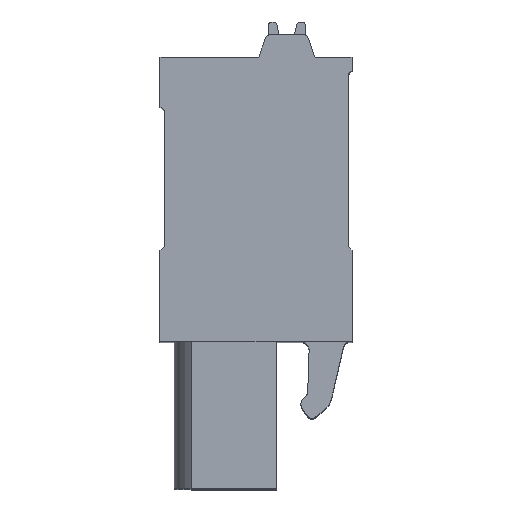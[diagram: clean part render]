
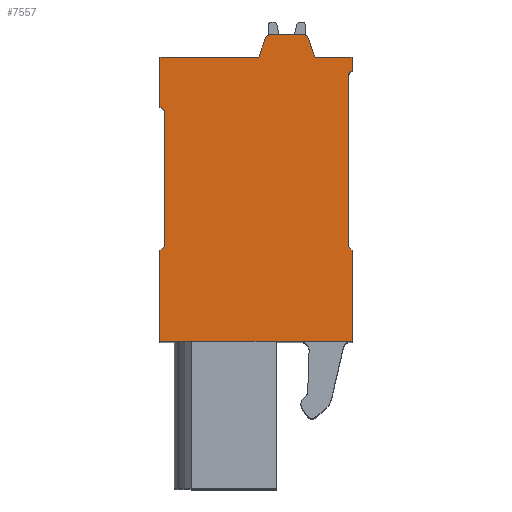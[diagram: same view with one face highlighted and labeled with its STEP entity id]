
A CAD part, top view. The second image highlights one B-rep face of the part: STEP entity #7557.
In plain terms, the highlighted planar face has unit normal (0, 0, 1).
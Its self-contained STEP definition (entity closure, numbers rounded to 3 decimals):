
#79=DIRECTION('',(1.,0.,0.));
#80=VECTOR('',#79,10.9);
#81=CARTESIAN_POINT('',(2.897,12.335,2.5));
#82=LINE('',#81,#80);
#1003=DIRECTION('',(0.,-1.,0.));
#1004=VECTOR('',#1003,5.2);
#1005=CARTESIAN_POINT('',(2.897,17.535,2.5));
#1006=LINE('',#1005,#1004);
#1007=DIRECTION('',(-0.781,-0.625,0.));
#1008=VECTOR('',#1007,0.32);
#1009=CARTESIAN_POINT('',(3.147,17.735,2.5));
#1010=LINE('',#1009,#1008);
#1011=DIRECTION('',(0.,-1.,0.));
#1012=VECTOR('',#1011,7.75);
#1013=CARTESIAN_POINT('',(3.147,25.485,2.5));
#1014=LINE('',#1013,#1012);
#1015=DIRECTION('',(0.781,-0.625,0.));
#1016=VECTOR('',#1015,0.32);
#1017=CARTESIAN_POINT('',(2.897,25.685,2.5));
#1018=LINE('',#1017,#1016);
#1019=DIRECTION('',(0.,-1.,0.));
#1020=VECTOR('',#1019,2.8);
#1021=CARTESIAN_POINT('',(2.897,28.485,2.5));
#1022=LINE('',#1021,#1020);
#1023=DIRECTION('',(-1.,0.,0.));
#1024=VECTOR('',#1023,5.6);
#1025=CARTESIAN_POINT('',(8.497,28.485,2.5));
#1026=LINE('',#1025,#1024);
#1027=DIRECTION('',(-0.342,-0.94,0.));
#1028=VECTOR('',#1027,1.173);
#1029=CARTESIAN_POINT('',(8.899,29.588,2.5));
#1030=LINE('',#1029,#1028);
#1031=CARTESIAN_POINT('',(9.181,29.485,2.5));
#1032=DIRECTION('',(0.,0.,1.));
#1033=DIRECTION('',(0.,1.,0.));
#1034=AXIS2_PLACEMENT_3D('',#1031,#1032,#1033);
#1036=DIRECTION('',(-1.,0.,0.));
#1037=VECTOR('',#1036,1.834);
#1038=CARTESIAN_POINT('',(11.014,29.785,2.5));
#1039=LINE('',#1038,#1037);
#1040=CARTESIAN_POINT('',(11.014,29.485,2.5));
#1041=DIRECTION('',(0.,0.,1.));
#1042=DIRECTION('',(0.94,0.342,0.));
#1043=AXIS2_PLACEMENT_3D('',#1040,#1041,#1042);
#1045=DIRECTION('',(-0.342,0.94,0.));
#1046=VECTOR('',#1045,1.173);
#1047=CARTESIAN_POINT('',(11.697,28.485,2.5));
#1048=LINE('',#1047,#1046);
#1049=DIRECTION('',(-1.,0.,0.));
#1050=VECTOR('',#1049,2.1);
#1051=CARTESIAN_POINT('',(13.797,28.485,2.5));
#1052=LINE('',#1051,#1050);
#1053=DIRECTION('',(0.,1.,0.));
#1054=VECTOR('',#1053,0.75);
#1055=CARTESIAN_POINT('',(13.797,27.735,2.5));
#1056=LINE('',#1055,#1054);
#1057=DIRECTION('',(0.707,0.707,0.));
#1058=VECTOR('',#1057,0.283);
#1059=CARTESIAN_POINT('',(13.597,27.535,2.5));
#1060=LINE('',#1059,#1058);
#1061=DIRECTION('',(0.,1.,0.));
#1062=VECTOR('',#1061,9.8);
#1063=CARTESIAN_POINT('',(13.597,17.735,2.5));
#1064=LINE('',#1063,#1062);
#1065=DIRECTION('',(-0.707,0.707,0.));
#1066=VECTOR('',#1065,0.283);
#1067=CARTESIAN_POINT('',(13.797,17.535,2.5));
#1068=LINE('',#1067,#1066);
#1069=DIRECTION('',(0.,1.,0.));
#1070=VECTOR('',#1069,5.2);
#1071=CARTESIAN_POINT('',(13.797,12.335,2.5));
#1072=LINE('',#1071,#1070);
#5185=CARTESIAN_POINT('',(2.897,28.485,2.5));
#5186=CARTESIAN_POINT('',(2.897,25.685,2.5));
#5187=VERTEX_POINT('',#5185);
#5188=VERTEX_POINT('',#5186);
#5189=CARTESIAN_POINT('',(3.147,25.485,2.5));
#5190=VERTEX_POINT('',#5189);
#5191=CARTESIAN_POINT('',(3.147,17.735,2.5));
#5192=VERTEX_POINT('',#5191);
#5193=CARTESIAN_POINT('',(2.897,17.535,2.5));
#5194=VERTEX_POINT('',#5193);
#5195=CARTESIAN_POINT('',(2.897,12.335,2.5));
#5196=VERTEX_POINT('',#5195);
#5197=CARTESIAN_POINT('',(13.797,12.335,2.5));
#5198=CARTESIAN_POINT('',(13.797,17.535,2.5));
#5199=VERTEX_POINT('',#5197);
#5200=VERTEX_POINT('',#5198);
#5201=CARTESIAN_POINT('',(13.597,17.735,2.5));
#5202=VERTEX_POINT('',#5201);
#5203=CARTESIAN_POINT('',(13.597,27.535,2.5));
#5204=VERTEX_POINT('',#5203);
#5205=CARTESIAN_POINT('',(13.797,27.735,2.5));
#5206=VERTEX_POINT('',#5205);
#5207=CARTESIAN_POINT('',(13.797,28.485,2.5));
#5208=VERTEX_POINT('',#5207);
#5209=CARTESIAN_POINT('',(11.697,28.485,2.5));
#5210=VERTEX_POINT('',#5209);
#5211=CARTESIAN_POINT('',(11.296,29.588,2.5));
#5212=VERTEX_POINT('',#5211);
#5213=CARTESIAN_POINT('',(11.014,29.785,2.5));
#5214=VERTEX_POINT('',#5213);
#5215=CARTESIAN_POINT('',(9.181,29.785,2.5));
#5216=VERTEX_POINT('',#5215);
#5217=CARTESIAN_POINT('',(8.899,29.588,2.5));
#5218=VERTEX_POINT('',#5217);
#5219=CARTESIAN_POINT('',(8.497,28.485,2.5));
#5220=VERTEX_POINT('',#5219);
#7524=CARTESIAN_POINT('',(0.,0.,2.5));
#7525=DIRECTION('',(0.,0.,1.));
#7526=DIRECTION('',(1.,0.,0.));
#7527=AXIS2_PLACEMENT_3D('',#7524,#7525,#7526);
#7528=PLANE('',#7527);
#7529=ORIENTED_EDGE('',*,*,#6753,.F.);
#7530=ORIENTED_EDGE('',*,*,#6854,.F.);
#7531=ORIENTED_EDGE('',*,*,#6868,.F.);
#7532=ORIENTED_EDGE('',*,*,#6882,.F.);
#7533=ORIENTED_EDGE('',*,*,#6896,.F.);
#7534=ORIENTED_EDGE('',*,*,#6910,.F.);
#7535=ORIENTED_EDGE('',*,*,#6938,.F.);
#7537=ORIENTED_EDGE('',*,*,#7536,.F.);
#7539=ORIENTED_EDGE('',*,*,#7538,.F.);
#7541=ORIENTED_EDGE('',*,*,#7540,.F.);
#7542=ORIENTED_EDGE('',*,*,#7398,.F.);
#7543=ORIENTED_EDGE('',*,*,#7247,.F.);
#7544=ORIENTED_EDGE('',*,*,#6930,.F.);
#7546=ORIENTED_EDGE('',*,*,#7545,.F.);
#7548=ORIENTED_EDGE('',*,*,#7547,.F.);
#7550=ORIENTED_EDGE('',*,*,#7549,.F.);
#7552=ORIENTED_EDGE('',*,*,#7551,.F.);
#7554=ORIENTED_EDGE('',*,*,#7553,.F.);
#7555=EDGE_LOOP('',(#7529,#7530,#7531,#7532,#7533,#7534,#7535,#7537,#7539,#7541,
#7542,#7543,#7544,#7546,#7548,#7550,#7552,#7554));
#7556=FACE_OUTER_BOUND('',#7555,.F.);
#7557=ADVANCED_FACE('',(#7556),#7528,.T.);
#1035=CIRCLE('',#1034,0.3);
#1044=CIRCLE('',#1043,0.3);
#6753=EDGE_CURVE('',#5196,#5199,#82,.T.);
#6854=EDGE_CURVE('',#5194,#5196,#1006,.T.);
#6868=EDGE_CURVE('',#5192,#5194,#1010,.T.);
#6882=EDGE_CURVE('',#5190,#5192,#1014,.T.);
#6896=EDGE_CURVE('',#5188,#5190,#1018,.T.);
#6910=EDGE_CURVE('',#5187,#5188,#1022,.T.);
#6930=EDGE_CURVE('',#5208,#5210,#1052,.T.);
#6938=EDGE_CURVE('',#5220,#5187,#1026,.T.);
#7247=EDGE_CURVE('',#5210,#5212,#1048,.T.);
#7398=EDGE_CURVE('',#5212,#5214,#1044,.T.);
#7536=EDGE_CURVE('',#5218,#5220,#1030,.T.);
#7538=EDGE_CURVE('',#5216,#5218,#1035,.T.);
#7540=EDGE_CURVE('',#5214,#5216,#1039,.T.);
#7545=EDGE_CURVE('',#5206,#5208,#1056,.T.);
#7547=EDGE_CURVE('',#5204,#5206,#1060,.T.);
#7549=EDGE_CURVE('',#5202,#5204,#1064,.T.);
#7551=EDGE_CURVE('',#5200,#5202,#1068,.T.);
#7553=EDGE_CURVE('',#5199,#5200,#1072,.T.);
